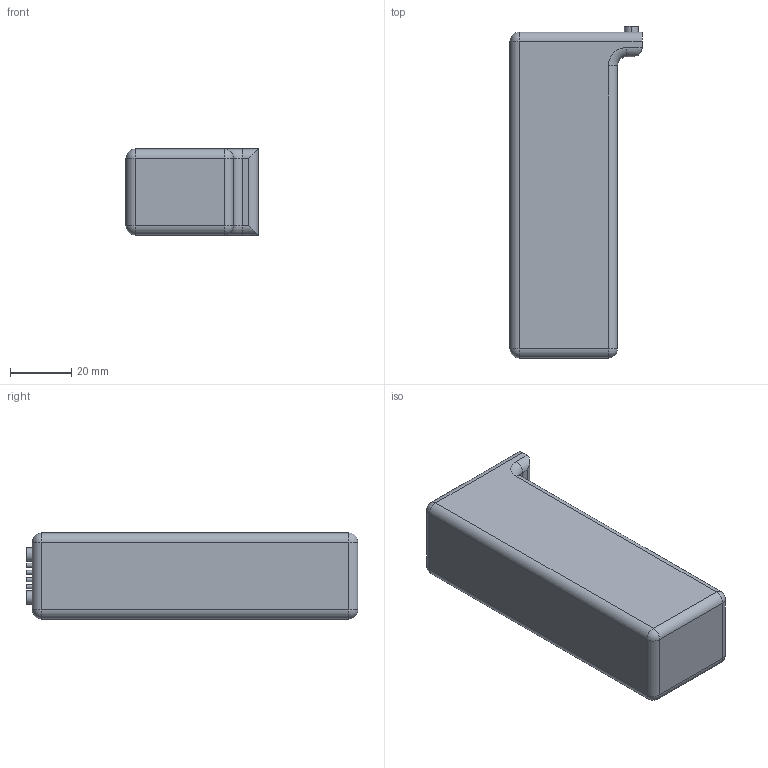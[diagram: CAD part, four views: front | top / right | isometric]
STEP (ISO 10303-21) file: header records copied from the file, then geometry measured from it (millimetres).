
FILE_DESCRIPTION (( 'STEP AP214' ), '1' );
FILE_NAME ('Bateria Lipo 2200mAh.STEP', '2020-08-23T23:23:49', ( '' ), ( '' ), 'SwSTEP 2.0', 'SolidWorks 2018', '' );
FILE_SCHEMA (( 'AUTOMOTIVE_DESIGN' ));
Length unit declared in the file: millimetre
Products named in the file (1): Bateria Lipo 2200mAh
Bounding box: 43 x 108 x 28 mm (x, y, z)
Volume: 104412.7 mm3; surface area: 15305.5 mm2
Topology: 7 solids, 7 shells, 76 faces, 148 edges, 86 vertices
Faces by surface type: cylinder 39, plane 29, sphere 6, torus 2
Entity records: 1993 total; most frequent: DIRECTION 370, CARTESIAN_POINT 311, ORIENTED_EDGE 284, AXIS2_PLACEMENT_3D 153, EDGE_CURVE 142, VERTEX_POINT 86, EDGE_LOOP 82, ADVANCED_FACE 76
